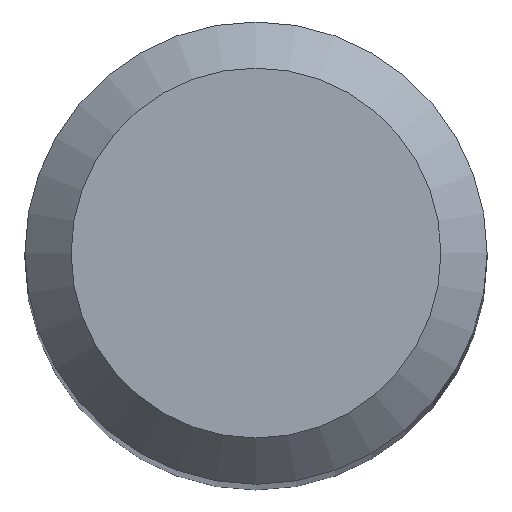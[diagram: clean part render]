
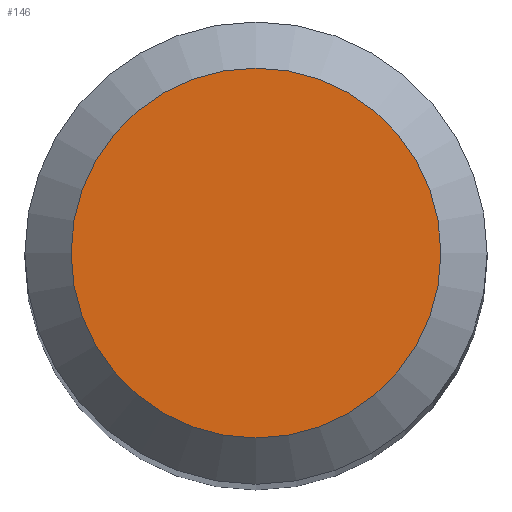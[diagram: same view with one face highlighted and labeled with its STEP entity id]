
A CAD part, top view. The second image highlights one B-rep face of the part: STEP entity #146.
In plain terms, the highlighted planar face has unit normal (0, 0, 1).
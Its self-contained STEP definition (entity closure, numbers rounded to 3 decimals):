
#25 = AXIS2_PLACEMENT_3D ( 'NONE', #142, #235, #105 ) ;
#49 = DIRECTION ( 'NONE',  ( 0., 1., 0. ) ) ;
#77 = EDGE_LOOP ( 'NONE', ( #97 ) ) ;
#84 = PLANE ( 'NONE',  #25 ) ;
#92 = VERTEX_POINT ( 'NONE', #222 ) ;
#97 = ORIENTED_EDGE ( 'NONE', *, *, #218, .F. ) ;
#105 = DIRECTION ( 'NONE',  ( 0., 1., 0. ) ) ;
#120 = AXIS2_PLACEMENT_3D ( 'NONE', #123, #219, #49 ) ;
#122 = FACE_OUTER_BOUND ( 'NONE', #77, .T. ) ;
#123 = CARTESIAN_POINT ( 'NONE',  ( 0., 0., 35. ) ) ;
#142 = CARTESIAN_POINT ( 'NONE',  ( 0., 0., 35. ) ) ;
#146 = ADVANCED_FACE ( 'NONE', ( #122 ), #84, .F. ) ;
#214 = CIRCLE ( 'NONE', #120, 1.6 ) ;
#218 = EDGE_CURVE ( 'NONE', #92, #92, #214, .T. ) ;
#219 = DIRECTION ( 'NONE',  ( 0., 0., -1. ) ) ;
#222 = CARTESIAN_POINT ( 'NONE',  ( 0., 1.6, 35. ) ) ;
#235 = DIRECTION ( 'NONE',  ( 0., 0., -1. ) ) ;
